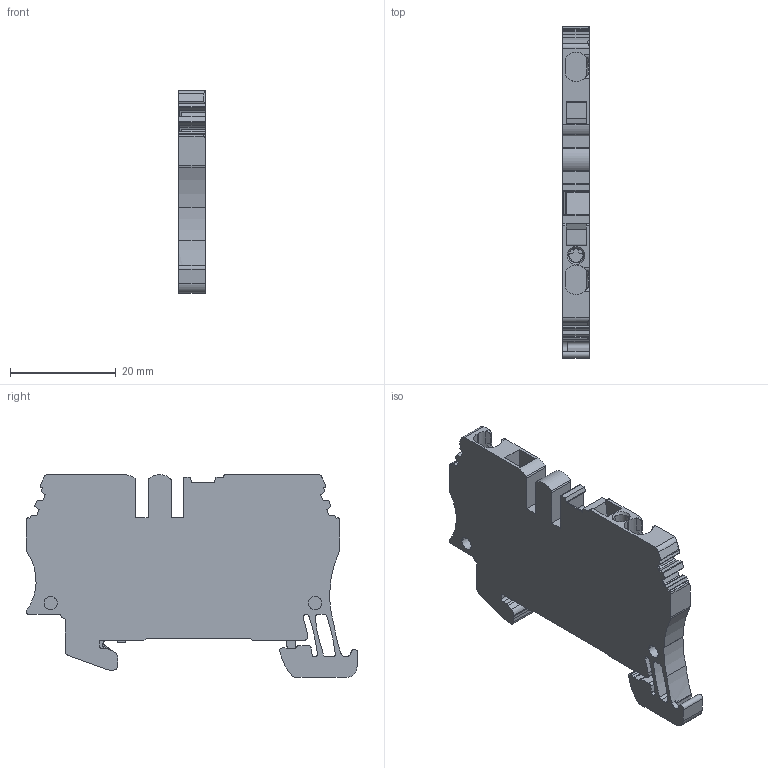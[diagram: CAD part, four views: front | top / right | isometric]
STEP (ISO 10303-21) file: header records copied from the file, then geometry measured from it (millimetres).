
FILE_DESCRIPTION(('CATIA V5 STEP Exchange','CAx-IF Rec.Pracs.--- Model Styling and Organization---1.5--- 2016-08-15','CAx-IF Rec.Pracs.---Supplemental Geometry---1.0---2011-11-01','CAx-IF Rec.Pracs.--- Composite Materials ---1.1---2010-07-15'),'2;1');
FILE_NAME ('016987-5_1', '2024-05-31T05:11:38+00:00', ('none'), ('Weidmueller'), 'CATIA Version 5-6 Release 2022 SP4 HF5', 'CATIA V5 STEP AP214 v3', 'none');
FILE_SCHEMA(('AUTOMOTIVE_DESIGN { 1 0 10303 214 1 1 1 1 }'));
Length unit declared in the file: millimetre
Products named in the file (1): ZPE 2.5..._AllCATPart
Bounding box: 5.1 x 62.73 x 38.35 mm (x, y, z)
Volume: 8437 mm3; surface area: 5628.6 mm2
Topology: 1 solids, 1 shells, 308 faces, 910 edges, 612 vertices
Faces by surface type: plane 185, cylinder 115, cone 4, extrusion 3, torus 1
Entity records: 10369 total; most frequent: CARTESIAN_POINT 2051, ORIENTED_EDGE 1820, DIRECTION 1393, EDGE_CURVE 910, VECTOR 634, LINE 631, VERTEX_POINT 612, AXIS2_PLACEMENT_3D 502
